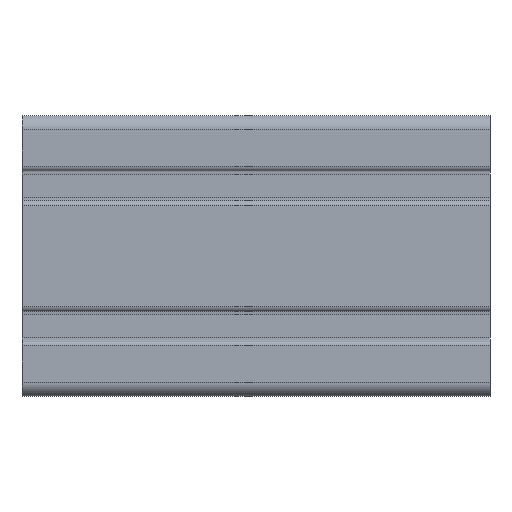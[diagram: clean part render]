
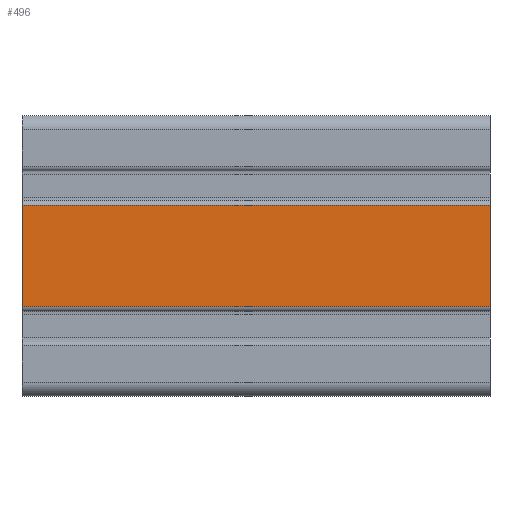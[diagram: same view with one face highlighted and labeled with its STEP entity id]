
A CAD part, left-side view. The second image highlights one B-rep face of the part: STEP entity #496.
In plain terms, the highlighted planar face has unit normal (-1, 0, 0).
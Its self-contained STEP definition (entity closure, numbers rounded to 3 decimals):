
#496 = ADVANCED_FACE( '', ( #1118 ), #1119, .T. );
#1118 = FACE_OUTER_BOUND( '', #1849, .T. );
#1119 = PLANE( '', #1850 );
#1849 = EDGE_LOOP( '', ( #3607, #3608, #3609, #3610 ) );
#1850 = AXIS2_PLACEMENT_3D( '', #3611, #3612, #3613 );
#3607 = ORIENTED_EDGE( '', *, *, #4769, .F. );
#3608 = ORIENTED_EDGE( '', *, *, #4932, .F. );
#3609 = ORIENTED_EDGE( '', *, *, #5234, .T. );
#3610 = ORIENTED_EDGE( '', *, *, #5120, .T. );
#3611 = CARTESIAN_POINT( '', ( -15., 100., -10.825 ) );
#3612 = DIRECTION( '', ( -1., 0., 0. ) );
#3613 = DIRECTION( '', ( 0., 0., 1. ) );
#4769 = EDGE_CURVE( '', #5876, #5878, #5879, .T. );
#4932 = EDGE_CURVE( '', #6172, #5876, #6174, .T. );
#5120 = EDGE_CURVE( '', #6437, #5878, #6438, .T. );
#5234 = EDGE_CURVE( '', #6172, #6437, #6617, .T. );
#5876 = VERTEX_POINT( '', #7410 );
#5878 = VERTEX_POINT( '', #7412 );
#5879 = LINE( '', #7413, #7414 );
#6172 = VERTEX_POINT( '', #7785 );
#6174 = LINE( '', #7787, #7788 );
#6437 = VERTEX_POINT( '', #8148 );
#6438 = LINE( '', #8149, #8150 );
#6617 = LINE( '', #8386, #8387 );
#7410 = CARTESIAN_POINT( '', ( -15., 0., 10.825 ) );
#7412 = CARTESIAN_POINT( '', ( -15., 0., -10.825 ) );
#7413 = CARTESIAN_POINT( '', ( -15., 0., -10.825 ) );
#7414 = VECTOR( '', #9045, 1000. );
#7785 = CARTESIAN_POINT( '', ( -15., 100., 10.825 ) );
#7787 = CARTESIAN_POINT( '', ( -15., 100., 10.825 ) );
#7788 = VECTOR( '', #9370, 1000. );
#8148 = CARTESIAN_POINT( '', ( -15., 100., -10.825 ) );
#8149 = CARTESIAN_POINT( '', ( -15., 100., -10.825 ) );
#8150 = VECTOR( '', #9567, 1000. );
#8386 = CARTESIAN_POINT( '', ( -15., 100., -10.825 ) );
#8387 = VECTOR( '', #9772, 1000. );
#9045 = DIRECTION( '', ( 0., 0., -1. ) );
#9370 = DIRECTION( '', ( 0., -1., 0. ) );
#9567 = DIRECTION( '', ( 0., -1., 0. ) );
#9772 = DIRECTION( '', ( 0., 0., -1. ) );
